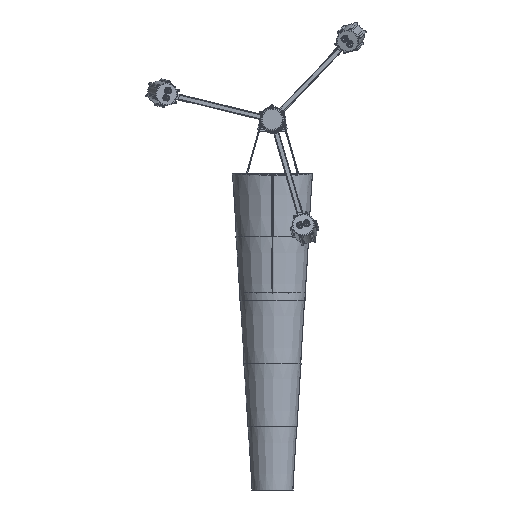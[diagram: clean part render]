
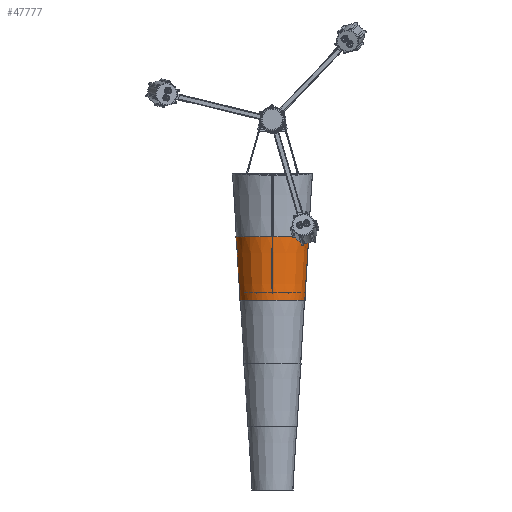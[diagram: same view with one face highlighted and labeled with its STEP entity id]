
A CAD part, left-side view. The second image highlights one B-rep face of the part: STEP entity #47777.
In plain terms, the highlighted conical face has half-angle 3.576 degrees and reference radius 124.004 mm.
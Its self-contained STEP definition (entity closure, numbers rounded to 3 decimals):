
#659 = EDGE_CURVE ( 'NONE', #19552, #47621, #14176, .T. ) ;
#3457 = DIRECTION ( 'NONE',  ( 0., -1., 0. ) ) ;
#4223 = DIRECTION ( 'NONE',  ( 0., -0.998, 0.062 ) ) ;
#4816 = CARTESIAN_POINT ( 'NONE',  ( 0., 240., 139.004 ) ) ;
#5274 = DIRECTION ( 'NONE',  ( 0., -1., 0. ) ) ;
#6687 = ORIENTED_EDGE ( 'NONE', *, *, #51965, .T. ) ;
#7116 = ORIENTED_EDGE ( 'NONE', *, *, #38291, .F. ) ;
#10657 = EDGE_CURVE ( 'NONE', #25114, #17213, #55869, .T. ) ;
#11117 = AXIS2_PLACEMENT_3D ( 'NONE', #42236, #16352, #46608 ) ;
#12828 = CARTESIAN_POINT ( 'NONE',  ( 0., 480., -124.004 ) ) ;
#13919 = CARTESIAN_POINT ( 'NONE',  ( 0., 480., 0. ) ) ;
#14176 = LINE ( 'NONE', #12828, #47334 ) ;
#14246 = AXIS2_PLACEMENT_3D ( 'NONE', #13919, #5274, #52503 ) ;
#15188 = CARTESIAN_POINT ( 'NONE',  ( 0., 480., 124.004 ) ) ;
#16352 = DIRECTION ( 'NONE',  ( 0., -1., 0. ) ) ;
#17213 = VERTEX_POINT ( 'NONE', #4816 ) ;
#19552 = VERTEX_POINT ( 'NONE', #54334 ) ;
#21794 = ORIENTED_EDGE ( 'NONE', *, *, #659, .T. ) ;
#21927 = EDGE_LOOP ( 'NONE', ( #24425, #6687, #21794, #7116 ) ) ;
#24425 = ORIENTED_EDGE ( 'NONE', *, *, #10657, .F. ) ;
#25114 = VERTEX_POINT ( 'NONE', #15188 ) ;
#26688 = CIRCLE ( 'NONE', #11117, 124.004 ) ;
#27561 = CIRCLE ( 'NONE', #51300, 139.004 ) ;
#29259 = CARTESIAN_POINT ( 'NONE',  ( 0., 240., 0. ) ) ;
#29981 = DIRECTION ( 'NONE',  ( 0., -0.998, -0.062 ) ) ;
#31590 = FACE_OUTER_BOUND ( 'NONE', #21927, .T. ) ;
#33597 = DIRECTION ( 'NONE',  ( 0., 0., -1. ) ) ;
#34708 = CARTESIAN_POINT ( 'NONE',  ( 0., 240., -139.004 ) ) ;
#38291 = EDGE_CURVE ( 'NONE', #17213, #47621, #27561, .T. ) ;
#41802 = CONICAL_SURFACE ( 'NONE', #14246, 124.004, 0.062 ) ;
#42236 = CARTESIAN_POINT ( 'NONE',  ( 0., 480., 0. ) ) ;
#44321 = VECTOR ( 'NONE', #4223, 1000. ) ;
#46608 = DIRECTION ( 'NONE',  ( 0., 0., -1. ) ) ;
#47254 = CARTESIAN_POINT ( 'NONE',  ( 0., 480., 124.004 ) ) ;
#47334 = VECTOR ( 'NONE', #29981, 1000. ) ;
#47621 = VERTEX_POINT ( 'NONE', #34708 ) ;
#47777 = ADVANCED_FACE ( 'NONE', ( #31590 ), #41802, .T. ) ;
#51300 = AXIS2_PLACEMENT_3D ( 'NONE', #29259, #3457, #33597 ) ;
#51965 = EDGE_CURVE ( 'NONE', #25114, #19552, #26688, .T. ) ;
#52503 = DIRECTION ( 'NONE',  ( 0., 0., -1. ) ) ;
#54334 = CARTESIAN_POINT ( 'NONE',  ( 0., 480., -124.004 ) ) ;
#55869 = LINE ( 'NONE', #47254, #44321 ) ;
